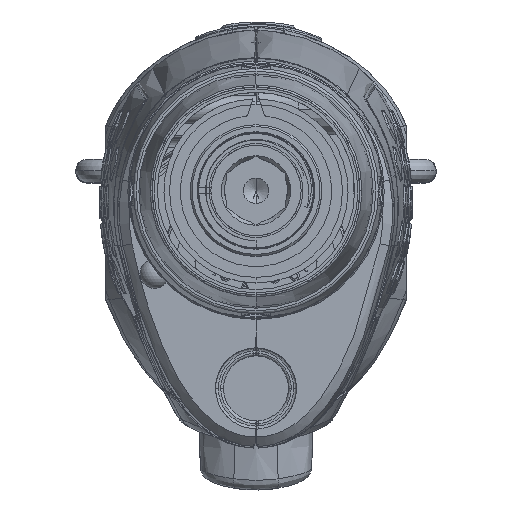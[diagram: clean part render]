
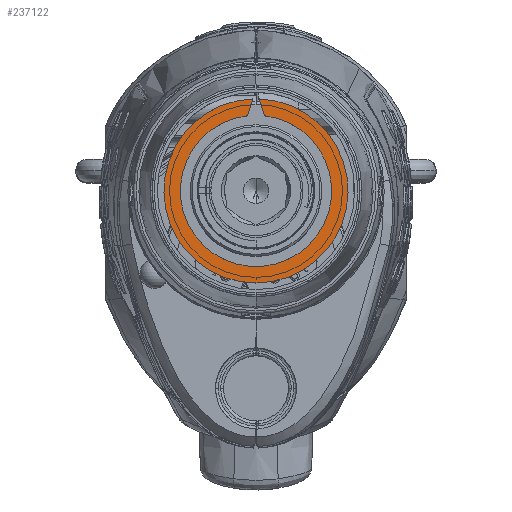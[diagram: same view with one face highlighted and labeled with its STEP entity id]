
A CAD part, top view. The second image highlights one B-rep face of the part: STEP entity #237122.
In plain terms, the highlighted face is planar.
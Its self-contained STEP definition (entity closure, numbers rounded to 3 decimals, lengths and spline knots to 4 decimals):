
#237005=CARTESIAN_POINT('',(1.2,0.,0.));
#237006=DIRECTION('',(1.,0.,0.));
#237007=DIRECTION('',(0.,-0.035,0.999));
#237008=AXIS2_PLACEMENT_3D('',#237005,#237006,#237007);
#237010=DIRECTION('',(0.,0.306,0.952));
#237011=VECTOR('',#237010,1.887);
#237012=CARTESIAN_POINT('',(1.2,-0.9174,7.9976));
#237013=LINE('',#237012,#237011);
#237014=CARTESIAN_POINT('',(1.2,0.,0.));
#237015=DIRECTION('',(-1.,0.,0.));
#237016=DIRECTION('',(0.,0.114,0.993));
#237017=AXIS2_PLACEMENT_3D('',#237014,#237015,#237016);
#237019=DIRECTION('',(0.,0.306,-0.952));
#237020=VECTOR('',#237019,1.887);
#237021=CARTESIAN_POINT('',(1.2,0.34,9.7941));
#237022=LINE('',#237021,#237020);
#237031=CARTESIAN_POINT('',(1.2,-0.34,9.7941));
#237032=CARTESIAN_POINT('',(1.2,0.34,9.7941));
#237033=VERTEX_POINT('',#237031);
#237034=VERTEX_POINT('',#237032);
#237035=CARTESIAN_POINT('',(1.2,0.9174,7.9976));
#237036=VERTEX_POINT('',#237035);
#237037=CARTESIAN_POINT('',(1.2,-0.9174,7.9976));
#237038=VERTEX_POINT('',#237037);
#237111=CARTESIAN_POINT('',(1.2,0.,0.));
#237112=DIRECTION('',(1.,0.,0.));
#237113=DIRECTION('',(0.,1.,0.));
#237114=AXIS2_PLACEMENT_3D('',#237111,#237112,#237113);
#237115=PLANE('',#237114);
#237116=ORIENTED_EDGE('',*,*,#237063,.F.);
#237117=ORIENTED_EDGE('',*,*,#237078,.F.);
#237118=ORIENTED_EDGE('',*,*,#237092,.F.);
#237119=ORIENTED_EDGE('',*,*,#237105,.F.);
#237120=EDGE_LOOP('',(#237116,#237117,#237118,#237119));
#237121=FACE_OUTER_BOUND('',#237120,.F.);
#237122=ADVANCED_FACE('',(#237121),#237115,.T.);
#237009=CIRCLE('',#237008,9.8);
#237018=CIRCLE('',#237017,8.05);
#237063=EDGE_CURVE('',#237033,#237034,#237009,.T.);
#237078=EDGE_CURVE('',#237038,#237033,#237013,.T.);
#237092=EDGE_CURVE('',#237036,#237038,#237018,.T.);
#237105=EDGE_CURVE('',#237034,#237036,#237022,.T.);
